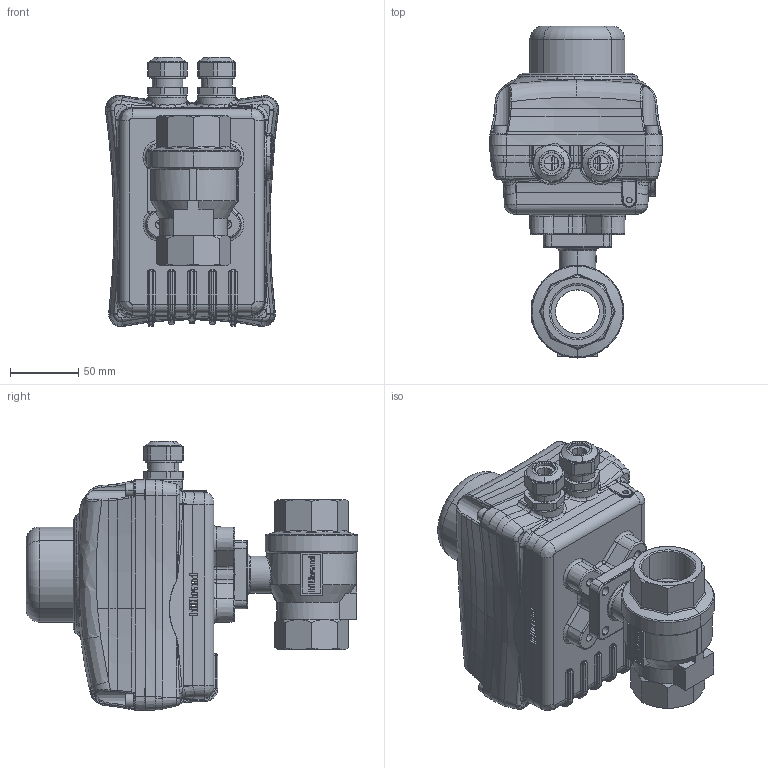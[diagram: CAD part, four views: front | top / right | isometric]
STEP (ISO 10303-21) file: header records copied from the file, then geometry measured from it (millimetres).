
FILE_DESCRIPTION (( 'STEP AP214' ), '1' );
FILE_NAME ('08 05 12X TW 230.step', '2019-07-10T08:10:02', ( '' ), ( '' ), 'SwSTEP 2.0', 'SolidWorks 2018', '' );
FILE_SCHEMA (( 'AUTOMOTIVE_DESIGN' ));
Length unit declared in the file: millimetre
Products named in the file (5): Gelb; Rot; 08 05 230; 0887E 12; 08 05 12X TW 230
Assembly tree (4 placements, depth 2):
  08 05 12X TW 230
    08 05 230
    Gelb
    Rot
    0887E 12
Bounding box: 127.04 x 243.5 x 197.43 mm (x, y, z)
Volume: 81079 mm3; surface area: 168089.9 mm2
Topology: 4 solids, 49 shells, 1953 faces, 5396 edges, 3422 vertices
Faces by surface type: bspline 702, plane 562, cylinder 428, cone 204, torus 57
Entity records: 102796 total; most frequent: CARTESIAN_POINT 38038, ORIENTED_EDGE 9981, DIRECTION 7365, EDGE_CURVE 5362, VERTEX_POINT 3422, AXIS2_PLACEMENT_3D 2700, EDGE_LOOP 2031, VECTOR 1965
